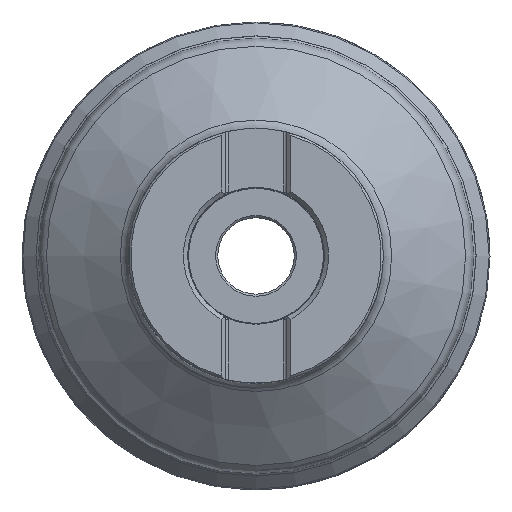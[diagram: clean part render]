
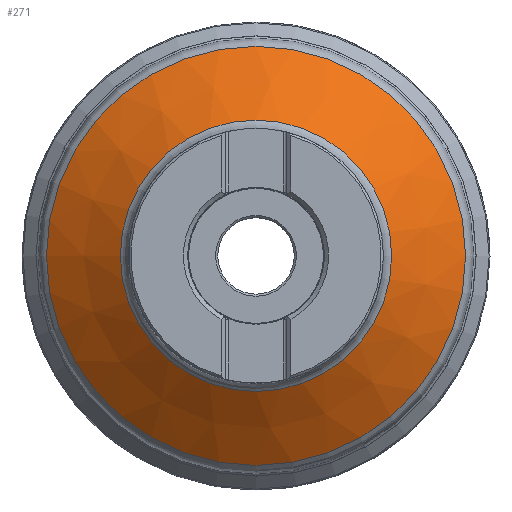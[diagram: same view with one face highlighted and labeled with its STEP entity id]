
A CAD part, top view. The second image highlights one B-rep face of the part: STEP entity #271.
In plain terms, the highlighted conical face has half-angle 52.419 degrees and reference radius 30 mm.
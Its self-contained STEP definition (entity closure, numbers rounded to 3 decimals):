
#223=CONICAL_SURFACE('',#1420,30.,52.419);
#271=ADVANCED_FACE('',(#575,#576),#223,.T.);
#474=CIRCLE('',#1418,49.343);
#475=CIRCLE('',#1419,31.951);
#575=FACE_BOUND('',#697,.T.);
#576=FACE_BOUND('',#698,.T.);
#697=EDGE_LOOP('',(#876));
#698=EDGE_LOOP('',(#877));
#876=ORIENTED_EDGE('',*,*,#1266,.T.);
#877=ORIENTED_EDGE('',*,*,#1267,.T.);
#1144=VERTEX_POINT('',#2323);
#1145=VERTEX_POINT('',#2325);
#1266=EDGE_CURVE('',#1144,#1144,#474,.T.);
#1267=EDGE_CURVE('',#1145,#1145,#475,.T.);
#1418=AXIS2_PLACEMENT_3D('',#2322,#1675,#1676);
#1419=AXIS2_PLACEMENT_3D('',#2324,#1677,#1678);
#1420=AXIS2_PLACEMENT_3D('',#2326,#1679,#1680);
#1675=DIRECTION('',(0.,0.,1.));
#1676=DIRECTION('',(1.,0.,0.));
#1677=DIRECTION('',(0.,0.,-1.));
#1678=DIRECTION('',(-1.,0.,0.));
#1679=DIRECTION('',(0.,0.,-1.));
#1680=DIRECTION('',(-1.,0.,0.));
#2322=CARTESIAN_POINT('',(0.,0.,-27.885));
#2323=CARTESIAN_POINT('',(49.343,0.,-27.885));
#2324=CARTESIAN_POINT('',(0.,0.,-14.501));
#2325=CARTESIAN_POINT('',(-31.951,0.,-14.501));
#2326=CARTESIAN_POINT('',(0.,0.,-13.));
